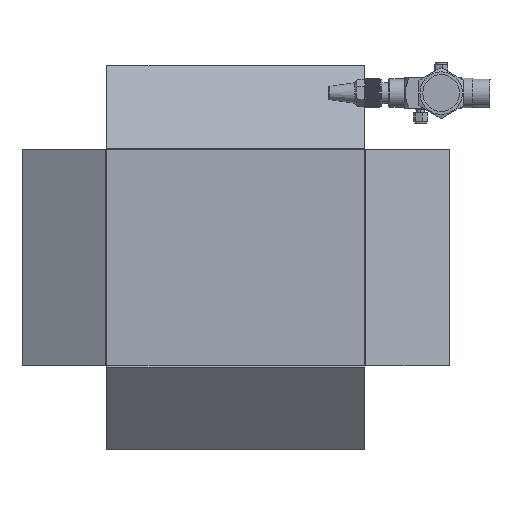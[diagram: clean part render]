
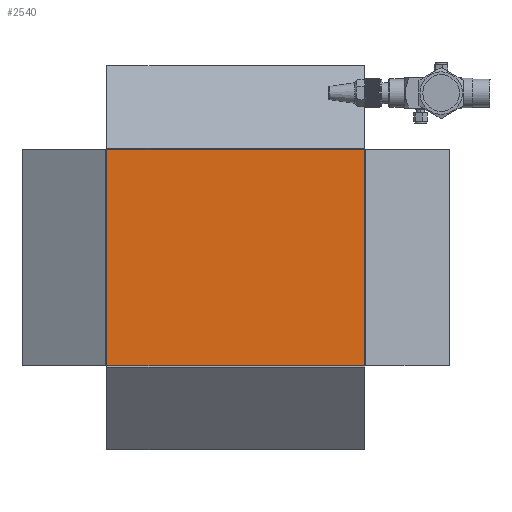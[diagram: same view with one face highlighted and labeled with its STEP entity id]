
A CAD part, front view. The second image highlights one B-rep face of the part: STEP entity #2540.
In plain terms, the highlighted planar face has unit normal (0, -1, 0).
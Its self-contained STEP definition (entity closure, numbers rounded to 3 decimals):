
#190 = VERTEX_POINT ( 'NONE', #3724 ) ;
#640 = CARTESIAN_POINT ( 'NONE',  ( -49.212, -68.921, 41.275 ) ) ;
#1010 = CARTESIAN_POINT ( 'NONE',  ( -49.212, -68.921, 41.275 ) ) ;
#1025 = VERTEX_POINT ( 'NONE', #1922 ) ;
#1095 = DIRECTION ( 'NONE',  ( -1., 0., 0. ) ) ;
#1394 = VECTOR ( 'NONE', #6470, 1000. ) ;
#1579 = VECTOR ( 'NONE', #1095, 1000. ) ;
#1922 = CARTESIAN_POINT ( 'NONE',  ( 246.062, -68.921, 41.275 ) ) ;
#2540 = ADVANCED_FACE ( 'NONE', ( #11294 ), #3055, .T. ) ;
#2594 = ORIENTED_EDGE ( 'NONE', *, *, #4990, .F. ) ;
#3055 = PLANE ( 'NONE',  #7739 ) ;
#3331 = EDGE_CURVE ( 'NONE', #10393, #190, #9318, .T. ) ;
#3669 = CARTESIAN_POINT ( 'NONE',  ( -49.212, -68.921, 41.275 ) ) ;
#3724 = CARTESIAN_POINT ( 'NONE',  ( -49.212, -68.921, -206.375 ) ) ;
#3764 = EDGE_CURVE ( 'NONE', #1025, #10393, #7372, .T. ) ;
#4546 = ORIENTED_EDGE ( 'NONE', *, *, #5607, .F. ) ;
#4900 = VERTEX_POINT ( 'NONE', #8804 ) ;
#4990 = EDGE_CURVE ( 'NONE', #4900, #1025, #5314, .T. ) ;
#5314 = LINE ( 'NONE', #640, #8383 ) ;
#5370 = DIRECTION ( 'NONE',  ( 1., 0., 0. ) ) ;
#5607 = EDGE_CURVE ( 'NONE', #190, #4900, #10105, .T. ) ;
#6470 = DIRECTION ( 'NONE',  ( 0., 0., -1. ) ) ;
#7309 = CARTESIAN_POINT ( 'NONE',  ( 246.062, -68.921, 41.275 ) ) ;
#7372 = LINE ( 'NONE', #7309, #1394 ) ;
#7739 = AXIS2_PLACEMENT_3D ( 'NONE', #1010, #9361, #10269 ) ;
#8233 = DIRECTION ( 'NONE',  ( 0., 0., 1. ) ) ;
#8383 = VECTOR ( 'NONE', #5370, 1000. ) ;
#8648 = CARTESIAN_POINT ( 'NONE',  ( -49.212, -68.921, -206.375 ) ) ;
#8804 = CARTESIAN_POINT ( 'NONE',  ( -49.212, -68.921, 41.275 ) ) ;
#9318 = LINE ( 'NONE', #8648, #1579 ) ;
#9361 = DIRECTION ( 'NONE',  ( 0., -1., 0. ) ) ;
#9745 = ORIENTED_EDGE ( 'NONE', *, *, #3764, .F. ) ;
#10105 = LINE ( 'NONE', #3669, #10317 ) ;
#10269 = DIRECTION ( 'NONE',  ( 0., 0., -1. ) ) ;
#10317 = VECTOR ( 'NONE', #8233, 1000. ) ;
#10393 = VERTEX_POINT ( 'NONE', #10895 ) ;
#10895 = CARTESIAN_POINT ( 'NONE',  ( 246.062, -68.921, -206.375 ) ) ;
#11233 = ORIENTED_EDGE ( 'NONE', *, *, #3331, .F. ) ;
#11294 = FACE_OUTER_BOUND ( 'NONE', #11626, .T. ) ;
#11626 = EDGE_LOOP ( 'NONE', ( #4546, #11233, #9745, #2594 ) ) ;
